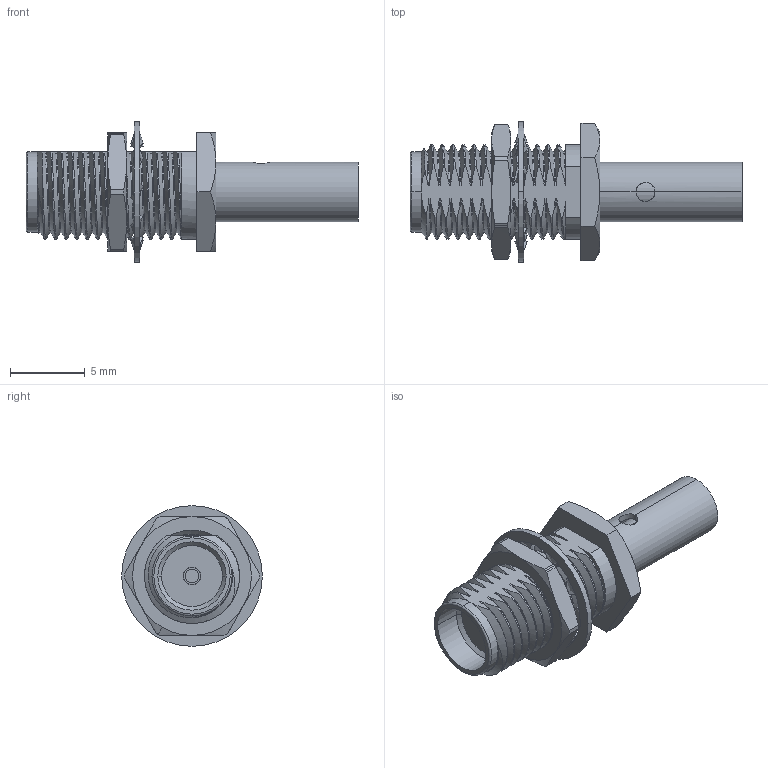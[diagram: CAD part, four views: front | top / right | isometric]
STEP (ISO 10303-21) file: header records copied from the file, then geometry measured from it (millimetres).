
FILE_DESCRIPTION (( 'STEP AP214' ), '1' );
FILE_NAME ('LCCN45894_3D.step', '2023-05-09T22:19:51', ( '' ), ( '' ), 'SwSTEP 2.0', 'SolidWorks 2022', '' );
FILE_SCHEMA (( 'AUTOMOTIVE_DESIGN' ));
Length unit declared in the file: inch
Products named in the file (1): LCCN45894_3D
Bounding box: 22.2 x 9.4 x 9.4 mm (x, y, z)
Volume: 456 mm3; surface area: 1079.3 mm2
Topology: 5 solids, 5 shells, 247 faces, 702 edges, 467 vertices
Faces by surface type: bspline 86, cylinder 66, plane 55, cone 38, torus 2
Entity records: 27637 total; most frequent: CARTESIAN_POINT 22139, ORIENTED_EDGE 1404, DIRECTION 791, EDGE_CURVE 702, VERTEX_POINT 467, AXIS2_PLACEMENT_3D 316, B_SPLINE_CURVE_WITH_KNOTS 276, EDGE_LOOP 259
